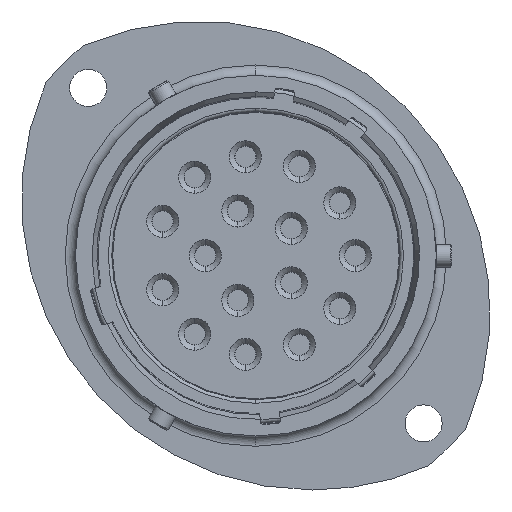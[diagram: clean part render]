
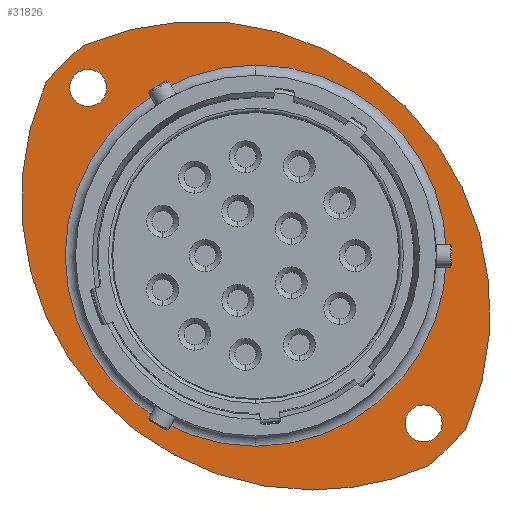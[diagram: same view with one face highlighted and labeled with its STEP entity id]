
A CAD part, left-side view. The second image highlights one B-rep face of the part: STEP entity #31826.
In plain terms, the highlighted planar face has unit normal (-1, 0, 0).
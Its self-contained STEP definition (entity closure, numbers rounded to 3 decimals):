
#161 = CARTESIAN_POINT ( 'NONE',  ( 4.955, 23.731, 0.042 ) ) ;
#204 = DIRECTION ( 'NONE',  ( 0., 0., 1. ) ) ;
#350 = DIRECTION ( 'NONE',  ( 0., 0., -1. ) ) ;
#1052 = DIRECTION ( 'NONE',  ( -1., 0., 0. ) ) ;
#1264 = DIRECTION ( 'NONE',  ( 0., 0., -1. ) ) ;
#1361 = ORIENTED_EDGE ( 'NONE', *, *, #29713, .T. ) ;
#1493 = EDGE_CURVE ( 'NONE', #20335, #3891, #12797, .T. ) ;
#1629 = DIRECTION ( 'NONE',  ( 0., 0., -1. ) ) ;
#1822 = AXIS2_PLACEMENT_3D ( 'NONE', #14398, #7452, #4595 ) ;
#2632 = EDGE_LOOP ( 'NONE', ( #6704, #33914 ) ) ;
#2945 = CIRCLE ( 'NONE', #8785, 25.5 ) ;
#3205 = AXIS2_PLACEMENT_3D ( 'NONE', #161, #28807, #350 ) ;
#3891 = VERTEX_POINT ( 'NONE', #32642 ) ;
#4436 = EDGE_CURVE ( 'NONE', #34444, #23449, #16231, .T. ) ;
#4595 = DIRECTION ( 'NONE',  ( 0., 0., 1. ) ) ;
#4685 = DIRECTION ( 'NONE',  ( 0., 0., -1. ) ) ;
#5465 = DIRECTION ( 'NONE',  ( -1., 0., 0. ) ) ;
#6059 = CARTESIAN_POINT ( 'NONE',  ( 4.955, -6.797, -14.665 ) ) ;
#6704 = ORIENTED_EDGE ( 'NONE', *, *, #12955, .T. ) ;
#7452 = DIRECTION ( 'NONE',  ( -1., 0., 0. ) ) ;
#7779 = AXIS2_PLACEMENT_3D ( 'NONE', #6059, #5465, #15652 ) ;
#8313 = DIRECTION ( 'NONE',  ( 0., 0., -1. ) ) ;
#8479 = CIRCLE ( 'NONE', #13702, 1.625 ) ;
#8785 = AXIS2_PLACEMENT_3D ( 'NONE', #32625, #23673, #4685 ) ;
#8900 = ORIENTED_EDGE ( 'NONE', *, *, #1493, .T. ) ;
#9426 = EDGE_CURVE ( 'NONE', #3891, #30550, #2945, .T. ) ;
#10060 = CARTESIAN_POINT ( 'NONE',  ( 4.955, 22.618, 13.125 ) ) ;
#11475 = AXIS2_PLACEMENT_3D ( 'NONE', #27622, #37576, #204 ) ;
#12006 = VERTEX_POINT ( 'NONE', #38623 ) ;
#12797 = CIRCLE ( 'NONE', #24535, 25.5 ) ;
#12955 = EDGE_CURVE ( 'NONE', #32865, #34278, #25362, .T. ) ;
#13345 = CARTESIAN_POINT ( 'NONE',  ( 4.955, 22.618, 14.75 ) ) ;
#13702 = AXIS2_PLACEMENT_3D ( 'NONE', #20786, #25061, #37459 ) ;
#14314 = CIRCLE ( 'NONE', #39729, 1.625 ) ;
#14398 = CARTESIAN_POINT ( 'NONE',  ( 4.955, 7.911, 0.042 ) ) ;
#15252 = CIRCLE ( 'NONE', #17218, 1.625 ) ;
#15652 = DIRECTION ( 'NONE',  ( 0., 0., -1. ) ) ;
#16191 = CIRCLE ( 'NONE', #1822, 23.85 ) ;
#16231 = CIRCLE ( 'NONE', #7779, 1.625 ) ;
#16678 = EDGE_CURVE ( 'NONE', #34278, #32865, #21790, .T. ) ;
#16828 = CARTESIAN_POINT ( 'NONE',  ( 4.955, 2.961, 4.992 ) ) ;
#17218 = AXIS2_PLACEMENT_3D ( 'NONE', #20772, #17537, #8313 ) ;
#17275 = EDGE_CURVE ( 'NONE', #23449, #34444, #15252, .T. ) ;
#17461 = ORIENTED_EDGE ( 'NONE', *, *, #9426, .T. ) ;
#17537 = DIRECTION ( 'NONE',  ( -1., 0., 0. ) ) ;
#17571 = AXIS2_PLACEMENT_3D ( 'NONE', #22900, #35327, #20838 ) ;
#17645 = ORIENTED_EDGE ( 'NONE', *, *, #23487, .F. ) ;
#20335 = VERTEX_POINT ( 'NONE', #25616 ) ;
#20627 = CARTESIAN_POINT ( 'NONE',  ( 4.955, 7.911, -16.678 ) ) ;
#20705 = EDGE_CURVE ( 'NONE', #31282, #25366, #8479, .T. ) ;
#20772 = CARTESIAN_POINT ( 'NONE',  ( 4.955, -6.797, -14.665 ) ) ;
#20786 = CARTESIAN_POINT ( 'NONE',  ( 4.955, 22.618, 14.75 ) ) ;
#20838 = DIRECTION ( 'NONE',  ( 0., 0., -1. ) ) ;
#21117 = AXIS2_PLACEMENT_3D ( 'NONE', #29668, #39230, #1629 ) ;
#21790 = CIRCLE ( 'NONE', #21117, 16.72 ) ;
#22463 = FACE_OUTER_BOUND ( 'NONE', #32758, .T. ) ;
#22768 = DIRECTION ( 'NONE',  ( -1., 0., 0. ) ) ;
#22900 = CARTESIAN_POINT ( 'NONE',  ( 4.955, 7.911, 0.042 ) ) ;
#22970 = DIRECTION ( 'NONE',  ( 0., 0., -1. ) ) ;
#23262 = CIRCLE ( 'NONE', #11475, 23.85 ) ;
#23449 = VERTEX_POINT ( 'NONE', #34360 ) ;
#23487 = EDGE_CURVE ( 'NONE', #25366, #31282, #14314, .T. ) ;
#23673 = DIRECTION ( 'NONE',  ( -1., 0., 0. ) ) ;
#23849 = ORIENTED_EDGE ( 'NONE', *, *, #4436, .F. ) ;
#24535 = AXIS2_PLACEMENT_3D ( 'NONE', #16828, #22768, #1264 ) ;
#25061 = DIRECTION ( 'NONE',  ( -1., 0., 0. ) ) ;
#25329 = FACE_BOUND ( 'NONE', #2632, .T. ) ;
#25362 = CIRCLE ( 'NONE', #17571, 16.72 ) ;
#25366 = VERTEX_POINT ( 'NONE', #27107 ) ;
#25616 = CARTESIAN_POINT ( 'NONE',  ( 4.955, 26.333, 15.189 ) ) ;
#26221 = ORIENTED_EDGE ( 'NONE', *, *, #17275, .F. ) ;
#27107 = CARTESIAN_POINT ( 'NONE',  ( 4.955, 22.618, 16.375 ) ) ;
#27622 = CARTESIAN_POINT ( 'NONE',  ( 4.955, 7.911, 0.042 ) ) ;
#28006 = VERTEX_POINT ( 'NONE', #34085 ) ;
#28807 = DIRECTION ( 'NONE',  ( 1., 0., 0. ) ) ;
#29095 = CARTESIAN_POINT ( 'NONE',  ( 4.955, 12.86, -4.907 ) ) ;
#29668 = CARTESIAN_POINT ( 'NONE',  ( 4.955, 7.911, 0.042 ) ) ;
#29713 = EDGE_CURVE ( 'NONE', #28006, #20335, #16191, .T. ) ;
#30160 = CIRCLE ( 'NONE', #35346, 25.5 ) ;
#30550 = VERTEX_POINT ( 'NONE', #38038 ) ;
#30941 = ORIENTED_EDGE ( 'NONE', *, *, #35746, .T. ) ;
#31282 = VERTEX_POINT ( 'NONE', #10060 ) ;
#31458 = EDGE_CURVE ( 'NONE', #12006, #28006, #30160, .T. ) ;
#31460 = ORIENTED_EDGE ( 'NONE', *, *, #31458, .T. ) ;
#31711 = DIRECTION ( 'NONE',  ( -1., 0., 0. ) ) ;
#31826 = ADVANCED_FACE ( 'NONE', ( #25329, #34897, #37950, #22463 ), #37529, .F. ) ;
#32017 = EDGE_LOOP ( 'NONE', ( #38073, #17645 ) ) ;
#32521 = CARTESIAN_POINT ( 'NONE',  ( 4.955, -6.797, -16.29 ) ) ;
#32625 = CARTESIAN_POINT ( 'NONE',  ( 4.955, 2.961, 4.992 ) ) ;
#32642 = CARTESIAN_POINT ( 'NONE',  ( 4.955, 2.961, -20.508 ) ) ;
#32758 = EDGE_LOOP ( 'NONE', ( #8900, #17461, #30941, #31460, #1361 ) ) ;
#32865 = VERTEX_POINT ( 'NONE', #20627 ) ;
#33914 = ORIENTED_EDGE ( 'NONE', *, *, #16678, .T. ) ;
#34085 = CARTESIAN_POINT ( 'NONE',  ( 4.955, 23.057, 18.465 ) ) ;
#34278 = VERTEX_POINT ( 'NONE', #37429 ) ;
#34360 = CARTESIAN_POINT ( 'NONE',  ( 4.955, -6.797, -13.04 ) ) ;
#34444 = VERTEX_POINT ( 'NONE', #32521 ) ;
#34581 = DIRECTION ( 'NONE',  ( 0., 0., -1. ) ) ;
#34897 = FACE_BOUND ( 'NONE', #32017, .T. ) ;
#35327 = DIRECTION ( 'NONE',  ( 1., 0., 0. ) ) ;
#35346 = AXIS2_PLACEMENT_3D ( 'NONE', #29095, #1052, #22970 ) ;
#35677 = EDGE_LOOP ( 'NONE', ( #23849, #26221 ) ) ;
#35746 = EDGE_CURVE ( 'NONE', #30550, #12006, #23262, .T. ) ;
#37429 = CARTESIAN_POINT ( 'NONE',  ( 4.955, 7.911, 16.762 ) ) ;
#37459 = DIRECTION ( 'NONE',  ( 0., 0., -1. ) ) ;
#37529 = PLANE ( 'NONE',  #3205 ) ;
#37576 = DIRECTION ( 'NONE',  ( -1., 0., 0. ) ) ;
#37950 = FACE_BOUND ( 'NONE', #35677, .T. ) ;
#38038 = CARTESIAN_POINT ( 'NONE',  ( 4.955, -7.236, -18.38 ) ) ;
#38073 = ORIENTED_EDGE ( 'NONE', *, *, #20705, .F. ) ;
#38623 = CARTESIAN_POINT ( 'NONE',  ( 4.955, -10.512, -15.104 ) ) ;
#39230 = DIRECTION ( 'NONE',  ( 1., 0., 0. ) ) ;
#39729 = AXIS2_PLACEMENT_3D ( 'NONE', #13345, #31711, #34581 ) ;
